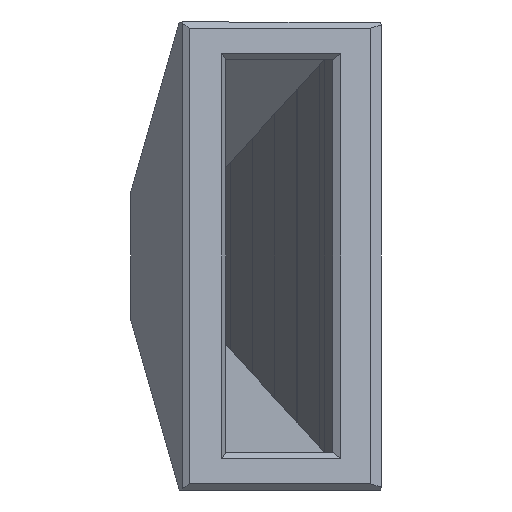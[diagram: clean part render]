
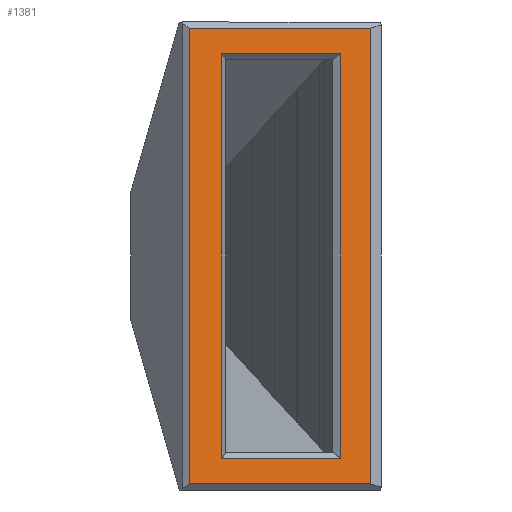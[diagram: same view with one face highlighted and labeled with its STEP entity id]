
A CAD part, left-side view. The second image highlights one B-rep face of the part: STEP entity #1381.
In plain terms, the highlighted planar face has unit normal (-0.94, -0.342, 0).
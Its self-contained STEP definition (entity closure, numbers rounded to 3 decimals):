
#19 = DIRECTION ( 'NONE',  ( 0.342, -0.94, 0. ) ) ;
#139 = PLANE ( 'NONE',  #1038 ) ;
#153 = VECTOR ( 'NONE', #360, 1000. ) ;
#159 = EDGE_CURVE ( 'NONE', #1955, #1101, #1993, .T. ) ;
#192 = VECTOR ( 'NONE', #1099, 1000. ) ;
#197 = VERTEX_POINT ( 'NONE', #2038 ) ;
#210 = CARTESIAN_POINT ( 'NONE',  ( 44.056, 5.411, 2.5 ) ) ;
#248 = ORIENTED_EDGE ( 'NONE', *, *, #1459, .F. ) ;
#276 = EDGE_LOOP ( 'NONE', ( #2297, #415, #248, #1107 ) ) ;
#321 = VECTOR ( 'NONE', #499, 1000. ) ;
#336 = CARTESIAN_POINT ( 'NONE',  ( 48.337, -6.351, 124.974 ) ) ;
#360 = DIRECTION ( 'NONE',  ( 0., 0., -1. ) ) ;
#415 = ORIENTED_EDGE ( 'NONE', *, *, #1277, .T. ) ;
#437 = CARTESIAN_POINT ( 'NONE',  ( 43.114, 7.997, 36.5 ) ) ;
#499 = DIRECTION ( 'NONE',  ( 0.342, -0.94, 0. ) ) ;
#503 = CARTESIAN_POINT ( 'NONE',  ( 48.337, -6.351, 36.5 ) ) ;
#504 = VECTOR ( 'NONE', #2345, 1000. ) ;
#537 = EDGE_CURVE ( 'NONE', #2208, #1873, #1450, .T. ) ;
#563 = DIRECTION ( 'NONE',  ( -0.342, 0.94, 0. ) ) ;
#571 = CARTESIAN_POINT ( 'NONE',  ( 40.641, 14.792, 34.5 ) ) ;
#574 = FACE_BOUND ( 'NONE', #2366, .T. ) ;
#616 = CARTESIAN_POINT ( 'NONE',  ( 44.056, 5.411, 34.5 ) ) ;
#640 = VERTEX_POINT ( 'NONE', #2409 ) ;
#641 = DIRECTION ( 'NONE',  ( -0.342, 0.94, 0. ) ) ;
#662 = VERTEX_POINT ( 'NONE', #1129 ) ;
#699 = EDGE_CURVE ( 'NONE', #1101, #640, #766, .T. ) ;
#748 = CARTESIAN_POINT ( 'NONE',  ( 47.482, -4.002, 0. ) ) ;
#766 = LINE ( 'NONE', #571, #2401 ) ;
#789 = EDGE_CURVE ( 'NONE', #1873, #662, #1890, .T. ) ;
#883 = CARTESIAN_POINT ( 'NONE',  ( 48.337, -6.351, 0.5 ) ) ;
#915 = CARTESIAN_POINT ( 'NONE',  ( 48.337, -6.351, 0.5 ) ) ;
#920 = LINE ( 'NONE', #336, #192 ) ;
#950 = CARTESIAN_POINT ( 'NONE',  ( 43.114, 7.997, 0. ) ) ;
#970 = EDGE_CURVE ( 'NONE', #640, #197, #2269, .T. ) ;
#993 = VECTOR ( 'NONE', #1534, 1000. ) ;
#1038 = AXIS2_PLACEMENT_3D ( 'NONE', #1502, #1336, #563 ) ;
#1074 = CARTESIAN_POINT ( 'NONE',  ( 44.056, 5.411, 0. ) ) ;
#1099 = DIRECTION ( 'NONE',  ( 0., 0., -1. ) ) ;
#1101 = VERTEX_POINT ( 'NONE', #616 ) ;
#1107 = ORIENTED_EDGE ( 'NONE', *, *, #537, .T. ) ;
#1129 = CARTESIAN_POINT ( 'NONE',  ( 43.114, 7.997, 0.5 ) ) ;
#1277 = EDGE_CURVE ( 'NONE', #662, #1802, #2369, .T. ) ;
#1336 = DIRECTION ( 'NONE',  ( 0.94, 0.342, 0. ) ) ;
#1381 = ADVANCED_FACE ( 'NONE', ( #574, #2066 ), #139, .F. ) ;
#1450 = LINE ( 'NONE', #2325, #1508 ) ;
#1459 = EDGE_CURVE ( 'NONE', #2208, #1802, #920, .T. ) ;
#1475 = ORIENTED_EDGE ( 'NONE', *, *, #1854, .T. ) ;
#1495 = ORIENTED_EDGE ( 'NONE', *, *, #159, .T. ) ;
#1502 = CARTESIAN_POINT ( 'NONE',  ( 40.641, 14.792, 0. ) ) ;
#1508 = VECTOR ( 'NONE', #641, 1000. ) ;
#1534 = DIRECTION ( 'NONE',  ( 0., 0., -1. ) ) ;
#1595 = VECTOR ( 'NONE', #2094, 1000. ) ;
#1659 = LINE ( 'NONE', #2309, #1595 ) ;
#1730 = ORIENTED_EDGE ( 'NONE', *, *, #970, .T. ) ;
#1802 = VERTEX_POINT ( 'NONE', #915 ) ;
#1854 = EDGE_CURVE ( 'NONE', #197, #1955, #1659, .T. ) ;
#1873 = VERTEX_POINT ( 'NONE', #437 ) ;
#1890 = LINE ( 'NONE', #950, #993 ) ;
#1955 = VERTEX_POINT ( 'NONE', #210 ) ;
#1993 = LINE ( 'NONE', #1074, #504 ) ;
#2038 = CARTESIAN_POINT ( 'NONE',  ( 47.482, -4.002, 2.5 ) ) ;
#2066 = FACE_OUTER_BOUND ( 'NONE', #276, .T. ) ;
#2091 = ORIENTED_EDGE ( 'NONE', *, *, #699, .T. ) ;
#2094 = DIRECTION ( 'NONE',  ( -0.342, 0.94, 0. ) ) ;
#2208 = VERTEX_POINT ( 'NONE', #503 ) ;
#2269 = LINE ( 'NONE', #748, #153 ) ;
#2297 = ORIENTED_EDGE ( 'NONE', *, *, #789, .T. ) ;
#2309 = CARTESIAN_POINT ( 'NONE',  ( 40.641, 14.792, 2.5 ) ) ;
#2325 = CARTESIAN_POINT ( 'NONE',  ( 40.641, 14.792, 36.5 ) ) ;
#2345 = DIRECTION ( 'NONE',  ( 0., 0., 1. ) ) ;
#2366 = EDGE_LOOP ( 'NONE', ( #1730, #1475, #1495, #2091 ) ) ;
#2369 = LINE ( 'NONE', #883, #321 ) ;
#2401 = VECTOR ( 'NONE', #19, 1000. ) ;
#2409 = CARTESIAN_POINT ( 'NONE',  ( 47.482, -4.002, 34.5 ) ) ;
